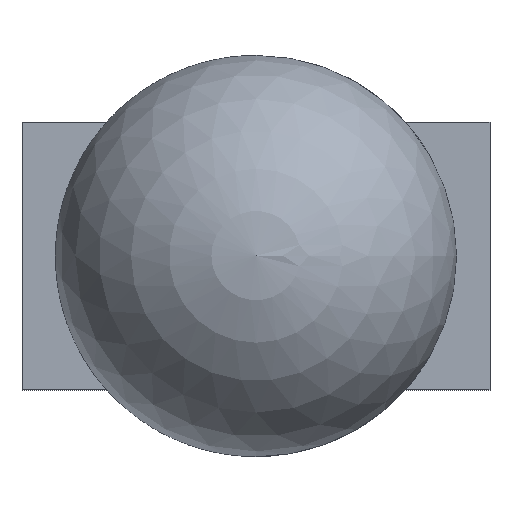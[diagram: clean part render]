
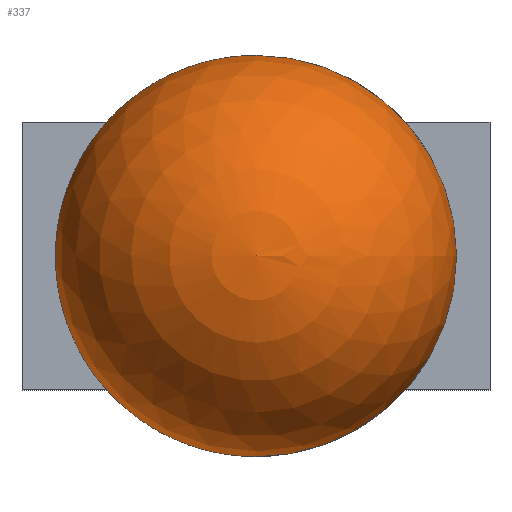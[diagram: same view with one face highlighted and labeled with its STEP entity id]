
A CAD part, top view. The second image highlights one B-rep face of the part: STEP entity #337.
In plain terms, the highlighted spherical face has radius 3 mm.
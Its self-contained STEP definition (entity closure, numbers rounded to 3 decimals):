
#32=SPHERICAL_SURFACE('',#360,3.);
#33=CIRCLE('',#358,3.);
#35=CIRCLE('',#361,3.);
#46=FACE_OUTER_BOUND('',#67,.T.);
#67=EDGE_LOOP('',(#250,#251));
#160=VERTEX_POINT('',#555);
#163=VERTEX_POINT('',#606);
#193=EDGE_CURVE('',#163,#160,#33,.T.);
#200=EDGE_CURVE('',#160,#163,#35,.T.);
#250=ORIENTED_EDGE('',*,*,#193,.T.);
#251=ORIENTED_EDGE('',*,*,#200,.T.);
#337=ADVANCED_FACE('',(#46),#32,.T.);
#358=AXIS2_PLACEMENT_3D('',#607,#389,#390);
#360=AXIS2_PLACEMENT_3D('',#740,#394,#395);
#361=AXIS2_PLACEMENT_3D('',#741,#396,#397);
#389=DIRECTION('center_axis',(0.,0.,1.));
#390=DIRECTION('ref_axis',(-1.,0.,0.));
#394=DIRECTION('center_axis',(0.,0.,1.));
#395=DIRECTION('ref_axis',(1.,0.,0.));
#396=DIRECTION('center_axis',(0.,0.,1.));
#397=DIRECTION('ref_axis',(-1.,0.,0.));
#555=CARTESIAN_POINT('',(21.,2.5,3.));
#606=CARTESIAN_POINT('',(21.,-3.5,3.));
#607=CARTESIAN_POINT('Origin',(21.,-0.5,3.));
#740=CARTESIAN_POINT('Origin',(21.,-0.5,3.));
#741=CARTESIAN_POINT('Origin',(21.,-0.5,3.));
